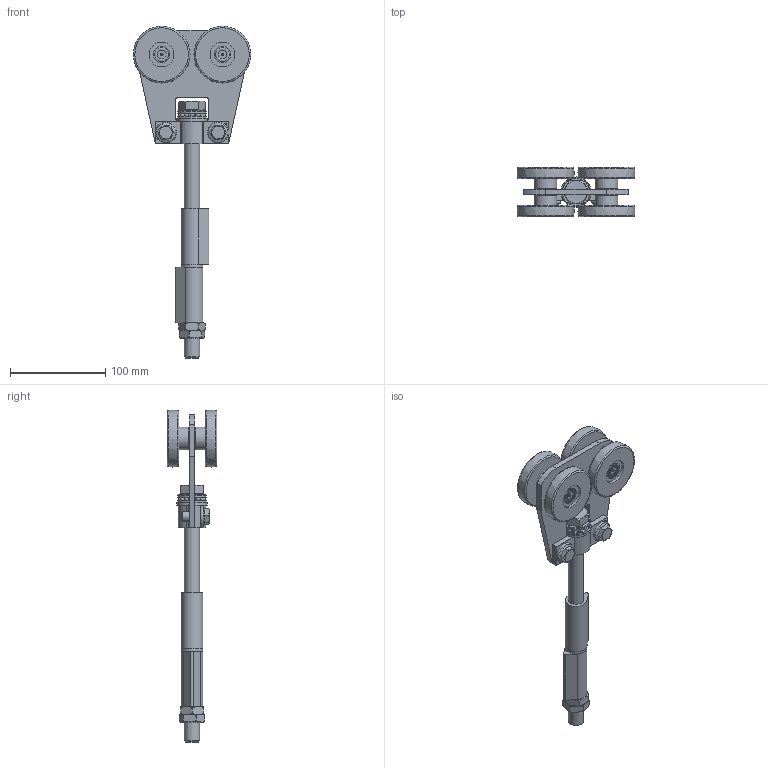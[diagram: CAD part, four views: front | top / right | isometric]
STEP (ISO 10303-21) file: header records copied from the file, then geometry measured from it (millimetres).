
FILE_DESCRIPTION(/* description */ (''),/* implementation_level */ '2;1');
FILE_NAME(/* name */ '9562SO.stp',/* time_stamp */ '2020-03-03T10:45:12+01:00',/* author */ ('MMALFROY'),/* organization */ (''),/* preprocessor_version */ 'ST-DEVELOPER v17.2',/* originating_system */ 'Autodesk Inventor 2019',/* authorisation */ '');
FILE_SCHEMA (('AUTOMOTIVE_DESIGN { 1 0 10303 214 3 1 1 }'));
Length unit declared in the file: millimetre
Products named in the file (13): 9562SO; 16023; 15000; 04557; 09002; 15589; 15745; 16440; 16443-monté; 16027; 16444; 06016; 04523
Assembly tree (22 placements, depth 2):
  9562SO
    16023
    15000
    04557
    09002
    15589
    15745
    16440  x2
    16027  x4
    16444  x4
    16443-monté  x2
    06016  x2
    04523  x2
Bounding box: 123.96 x 52 x 349 mm (x, y, z)
Volume: 326646.1 mm3; surface area: 120160.3 mm2
Topology: 22 solids, 22 shells, 338 faces, 850 edges, 587 vertices
Faces by surface type: plane 187, cylinder 76, cone 23, bspline 22, torus 18, sphere 12
Full cylindrical faces by diameter (mm): 8.376 x2, 9.5 x4, 10 x2, 10.1 x2, 11.8 x4, 12 x4, 12.2 x4, 13.835 x2, 16 x1, 16.1 x2, 16.5 x1, 17 x10, 18 x1, 22.5 x1, 23 x1, 24 x4, 26 x8, 30 x2, 32 x1
Entity records: 7928 total; most frequent: CARTESIAN_POINT 1859, DIRECTION 1184, ORIENTED_EDGE 1132, EDGE_CURVE 566, AXIS2_PLACEMENT_3D 472, VERTEX_POINT 392, EDGE_LOOP 282, CIRCLE 242
